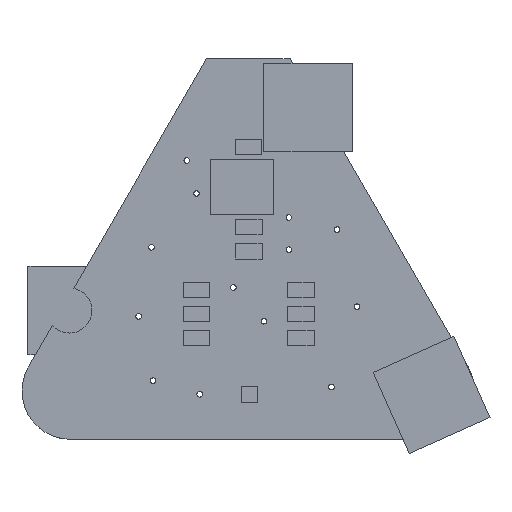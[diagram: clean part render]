
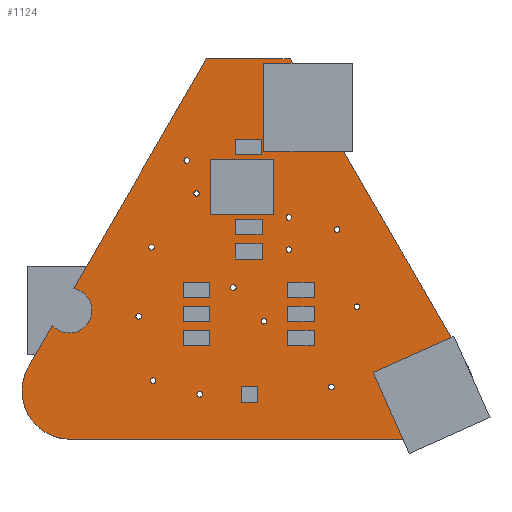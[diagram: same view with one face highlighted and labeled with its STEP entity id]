
A CAD part, top view. The second image highlights one B-rep face of the part: STEP entity #1124.
In plain terms, the highlighted planar face has unit normal (0, 0, 1).
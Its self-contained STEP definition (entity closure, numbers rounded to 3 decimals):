
#109=FACE_BOUND('',#265,.T.);
#110=FACE_BOUND('',#266,.T.);
#111=FACE_BOUND('',#267,.T.);
#112=FACE_BOUND('',#268,.T.);
#113=FACE_BOUND('',#269,.T.);
#114=FACE_BOUND('',#270,.T.);
#115=FACE_BOUND('',#271,.T.);
#116=FACE_BOUND('',#272,.T.);
#117=FACE_BOUND('',#273,.T.);
#118=FACE_BOUND('',#274,.T.);
#119=FACE_BOUND('',#275,.T.);
#120=FACE_BOUND('',#276,.T.);
#121=FACE_BOUND('',#277,.T.);
#122=FACE_BOUND('',#278,.T.);
#123=FACE_BOUND('',#279,.T.);
#124=FACE_BOUND('',#280,.T.);
#132=PLANE('',#1298);
#190=FACE_OUTER_BOUND('',#264,.T.);
#264=EDGE_LOOP('',(#907,#908,#909,#910,#911,#912,#913,#914,#915,#916));
#265=EDGE_LOOP('',(#917));
#266=EDGE_LOOP('',(#918));
#267=EDGE_LOOP('',(#919));
#268=EDGE_LOOP('',(#920));
#269=EDGE_LOOP('',(#921));
#270=EDGE_LOOP('',(#922));
#271=EDGE_LOOP('',(#923));
#272=EDGE_LOOP('',(#924));
#273=EDGE_LOOP('',(#925));
#274=EDGE_LOOP('',(#926));
#275=EDGE_LOOP('',(#927));
#276=EDGE_LOOP('',(#928));
#277=EDGE_LOOP('',(#929));
#278=EDGE_LOOP('',(#930));
#279=EDGE_LOOP('',(#931));
#280=EDGE_LOOP('',(#932));
#311=CIRCLE('',#1232,1.4);
#314=CIRCLE('',#1236,0.175);
#316=CIRCLE('',#1239,0.175);
#318=CIRCLE('',#1242,0.175);
#320=CIRCLE('',#1245,0.175);
#322=CIRCLE('',#1248,0.175);
#324=CIRCLE('',#1251,0.175);
#326=CIRCLE('',#1254,0.175);
#328=CIRCLE('',#1257,0.175);
#330=CIRCLE('',#1260,0.175);
#332=CIRCLE('',#1263,0.175);
#334=CIRCLE('',#1266,0.175);
#336=CIRCLE('',#1269,0.175);
#338=CIRCLE('',#1272,0.175);
#340=CIRCLE('',#1275,0.175);
#342=CIRCLE('',#1278,0.175);
#344=CIRCLE('',#1281,1.4);
#345=CIRCLE('',#1283,1.4);
#349=CIRCLE('',#1294,3.);
#350=CIRCLE('',#1297,3.);
#371=LINE('',#1811,#469);
#374=LINE('',#1817,#472);
#382=LINE('',#1835,#480);
#383=LINE('',#1838,#481);
#385=LINE('',#1841,#483);
#387=LINE('',#1848,#485);
#469=VECTOR('',#1486,10.);
#472=VECTOR('',#1491,10.);
#480=VECTOR('',#1507,10.);
#481=VECTOR('',#1510,10.);
#483=VECTOR('',#1514,10.);
#485=VECTOR('',#1522,10.);
#547=VERTEX_POINT('',#1696);
#549=VERTEX_POINT('',#1699);
#552=VERTEX_POINT('',#1707);
#554=VERTEX_POINT('',#1713);
#556=VERTEX_POINT('',#1719);
#558=VERTEX_POINT('',#1725);
#560=VERTEX_POINT('',#1731);
#562=VERTEX_POINT('',#1737);
#564=VERTEX_POINT('',#1743);
#566=VERTEX_POINT('',#1749);
#568=VERTEX_POINT('',#1755);
#570=VERTEX_POINT('',#1761);
#572=VERTEX_POINT('',#1767);
#574=VERTEX_POINT('',#1773);
#576=VERTEX_POINT('',#1779);
#578=VERTEX_POINT('',#1785);
#580=VERTEX_POINT('',#1791);
#582=VERTEX_POINT('',#1797);
#583=VERTEX_POINT('',#1801);
#585=VERTEX_POINT('',#1804);
#587=VERTEX_POINT('',#1810);
#589=VERTEX_POINT('',#1816);
#595=VERTEX_POINT('',#1833);
#596=VERTEX_POINT('',#1837);
#597=VERTEX_POINT('',#1843);
#598=VERTEX_POINT('',#1847);
#640=EDGE_CURVE('',#549,#547,#311,.T.);
#645=EDGE_CURVE('',#552,#552,#314,.T.);
#648=EDGE_CURVE('',#554,#554,#316,.T.);
#651=EDGE_CURVE('',#556,#556,#318,.T.);
#654=EDGE_CURVE('',#558,#558,#320,.T.);
#657=EDGE_CURVE('',#560,#560,#322,.T.);
#660=EDGE_CURVE('',#562,#562,#324,.T.);
#663=EDGE_CURVE('',#564,#564,#326,.T.);
#666=EDGE_CURVE('',#566,#566,#328,.T.);
#669=EDGE_CURVE('',#568,#568,#330,.T.);
#672=EDGE_CURVE('',#570,#570,#332,.T.);
#675=EDGE_CURVE('',#572,#572,#334,.T.);
#678=EDGE_CURVE('',#574,#574,#336,.T.);
#681=EDGE_CURVE('',#576,#576,#338,.T.);
#684=EDGE_CURVE('',#578,#578,#340,.T.);
#687=EDGE_CURVE('',#580,#580,#342,.T.);
#690=EDGE_CURVE('',#582,#582,#344,.T.);
#692=EDGE_CURVE('',#585,#583,#345,.T.);
#695=EDGE_CURVE('',#587,#549,#371,.T.);
#698=EDGE_CURVE('',#589,#585,#374,.T.);
#708=EDGE_CURVE('',#547,#595,#382,.T.);
#709=EDGE_CURVE('',#596,#587,#383,.T.);
#711=EDGE_CURVE('',#583,#596,#385,.T.);
#712=EDGE_CURVE('',#597,#589,#349,.T.);
#714=EDGE_CURVE('',#598,#597,#387,.T.);
#716=EDGE_CURVE('',#595,#598,#350,.T.);
#907=ORIENTED_EDGE('',*,*,#640,.T.);
#908=ORIENTED_EDGE('',*,*,#708,.T.);
#909=ORIENTED_EDGE('',*,*,#716,.T.);
#910=ORIENTED_EDGE('',*,*,#714,.T.);
#911=ORIENTED_EDGE('',*,*,#712,.T.);
#912=ORIENTED_EDGE('',*,*,#698,.T.);
#913=ORIENTED_EDGE('',*,*,#692,.T.);
#914=ORIENTED_EDGE('',*,*,#711,.T.);
#915=ORIENTED_EDGE('',*,*,#709,.T.);
#916=ORIENTED_EDGE('',*,*,#695,.T.);
#917=ORIENTED_EDGE('',*,*,#645,.T.);
#918=ORIENTED_EDGE('',*,*,#648,.T.);
#919=ORIENTED_EDGE('',*,*,#651,.T.);
#920=ORIENTED_EDGE('',*,*,#654,.T.);
#921=ORIENTED_EDGE('',*,*,#657,.T.);
#922=ORIENTED_EDGE('',*,*,#660,.T.);
#923=ORIENTED_EDGE('',*,*,#663,.T.);
#924=ORIENTED_EDGE('',*,*,#666,.T.);
#925=ORIENTED_EDGE('',*,*,#669,.T.);
#926=ORIENTED_EDGE('',*,*,#672,.T.);
#927=ORIENTED_EDGE('',*,*,#675,.T.);
#928=ORIENTED_EDGE('',*,*,#678,.T.);
#929=ORIENTED_EDGE('',*,*,#681,.T.);
#930=ORIENTED_EDGE('',*,*,#684,.T.);
#931=ORIENTED_EDGE('',*,*,#687,.T.);
#932=ORIENTED_EDGE('',*,*,#690,.T.);
#1124=ADVANCED_FACE('',(#190,#109,#110,#111,#112,#113,#114,#115,#116,#117,
#118,#119,#120,#121,#122,#123,#124),#132,.T.);
#1232=AXIS2_PLACEMENT_3D('',#1700,#1359,#1360);
#1236=AXIS2_PLACEMENT_3D('',#1709,#1369,#1370);
#1239=AXIS2_PLACEMENT_3D('',#1715,#1376,#1377);
#1242=AXIS2_PLACEMENT_3D('',#1721,#1383,#1384);
#1245=AXIS2_PLACEMENT_3D('',#1727,#1390,#1391);
#1248=AXIS2_PLACEMENT_3D('',#1733,#1397,#1398);
#1251=AXIS2_PLACEMENT_3D('',#1739,#1404,#1405);
#1254=AXIS2_PLACEMENT_3D('',#1745,#1411,#1412);
#1257=AXIS2_PLACEMENT_3D('',#1751,#1418,#1419);
#1260=AXIS2_PLACEMENT_3D('',#1757,#1425,#1426);
#1263=AXIS2_PLACEMENT_3D('',#1763,#1432,#1433);
#1266=AXIS2_PLACEMENT_3D('',#1769,#1439,#1440);
#1269=AXIS2_PLACEMENT_3D('',#1775,#1446,#1447);
#1272=AXIS2_PLACEMENT_3D('',#1781,#1453,#1454);
#1275=AXIS2_PLACEMENT_3D('',#1787,#1460,#1461);
#1278=AXIS2_PLACEMENT_3D('',#1793,#1467,#1468);
#1281=AXIS2_PLACEMENT_3D('',#1799,#1474,#1475);
#1283=AXIS2_PLACEMENT_3D('',#1805,#1479,#1480);
#1294=AXIS2_PLACEMENT_3D('',#1844,#1517,#1518);
#1297=AXIS2_PLACEMENT_3D('',#1851,#1526,#1527);
#1298=AXIS2_PLACEMENT_3D('',#1852,#1528,#1529);
#1359=DIRECTION('center_axis',(0.,0.,-1.));
#1360=DIRECTION('ref_axis',(-1.,0.,0.));
#1369=DIRECTION('center_axis',(0.,0.,-1.));
#1370=DIRECTION('ref_axis',(1.,0.,0.));
#1376=DIRECTION('center_axis',(0.,0.,-1.));
#1377=DIRECTION('ref_axis',(1.,0.,0.));
#1383=DIRECTION('center_axis',(0.,0.,-1.));
#1384=DIRECTION('ref_axis',(1.,0.,0.));
#1390=DIRECTION('center_axis',(0.,0.,-1.));
#1391=DIRECTION('ref_axis',(1.,0.,0.));
#1397=DIRECTION('center_axis',(0.,0.,-1.));
#1398=DIRECTION('ref_axis',(1.,0.,0.));
#1404=DIRECTION('center_axis',(0.,0.,-1.));
#1405=DIRECTION('ref_axis',(1.,0.,0.));
#1411=DIRECTION('center_axis',(0.,0.,-1.));
#1412=DIRECTION('ref_axis',(1.,0.,0.));
#1418=DIRECTION('center_axis',(0.,0.,-1.));
#1419=DIRECTION('ref_axis',(1.,0.,0.));
#1425=DIRECTION('center_axis',(0.,0.,-1.));
#1426=DIRECTION('ref_axis',(1.,0.,0.));
#1432=DIRECTION('center_axis',(0.,0.,-1.));
#1433=DIRECTION('ref_axis',(1.,0.,0.));
#1439=DIRECTION('center_axis',(0.,0.,-1.));
#1440=DIRECTION('ref_axis',(1.,0.,0.));
#1446=DIRECTION('center_axis',(0.,0.,-1.));
#1447=DIRECTION('ref_axis',(1.,0.,0.));
#1453=DIRECTION('center_axis',(0.,0.,-1.));
#1454=DIRECTION('ref_axis',(1.,0.,0.));
#1460=DIRECTION('center_axis',(0.,0.,-1.));
#1461=DIRECTION('ref_axis',(1.,0.,0.));
#1467=DIRECTION('center_axis',(0.,0.,-1.));
#1468=DIRECTION('ref_axis',(1.,0.,0.));
#1474=DIRECTION('center_axis',(0.,0.,-1.));
#1475=DIRECTION('ref_axis',(1.,0.,0.));
#1479=DIRECTION('center_axis',(0.,0.,-1.));
#1480=DIRECTION('ref_axis',(1.,0.,0.));
#1486=DIRECTION('',(-0.5,-0.866,0.));
#1491=DIRECTION('',(-0.5,0.866,0.));
#1507=DIRECTION('',(-0.5,-0.866,0.));
#1510=DIRECTION('',(-1.,0.,0.));
#1514=DIRECTION('',(-0.5,0.866,0.));
#1517=DIRECTION('center_axis',(0.,0.,1.));
#1518=DIRECTION('ref_axis',(0.,-1.,0.));
#1522=DIRECTION('',(1.,0.,0.));
#1526=DIRECTION('center_axis',(0.,0.,1.));
#1527=DIRECTION('ref_axis',(-0.866,0.5,0.));
#1528=DIRECTION('center_axis',(0.,0.,1.));
#1529=DIRECTION('ref_axis',(1.,0.,0.));
#1696=CARTESIAN_POINT('',(11.542,9.794,1.57));
#1699=CARTESIAN_POINT('',(12.866,12.086,1.57));
#1700=CARTESIAN_POINT('Origin',(12.599,10.712,1.57));
#1707=CARTESIAN_POINT('',(20.325,18.,1.57));
#1709=CARTESIAN_POINT('Origin',(20.5,18.,1.57));
#1713=CARTESIAN_POINT('',(26.075,14.5,1.57));
#1715=CARTESIAN_POINT('Origin',(26.25,14.5,1.57));
#1719=CARTESIAN_POINT('',(24.525,10.05,1.57));
#1721=CARTESIAN_POINT('Origin',(24.7,10.05,1.57));
#1725=CARTESIAN_POINT('',(26.075,22.5,1.57));
#1727=CARTESIAN_POINT('Origin',(26.25,22.5,1.57));
#1731=CARTESIAN_POINT('',(16.725,10.35,1.57));
#1733=CARTESIAN_POINT('Origin',(16.9,10.35,1.57));
#1737=CARTESIAN_POINT('',(28.725,5.95,1.57));
#1739=CARTESIAN_POINT('Origin',(28.9,5.95,1.57));
#1743=CARTESIAN_POINT('',(22.625,12.15,1.57));
#1745=CARTESIAN_POINT('Origin',(22.8,12.15,1.57));
#1749=CARTESIAN_POINT('',(29.075,15.75,1.57));
#1751=CARTESIAN_POINT('Origin',(29.25,15.75,1.57));
#1755=CARTESIAN_POINT('',(26.075,16.5,1.57));
#1757=CARTESIAN_POINT('Origin',(26.25,16.5,1.57));
#1761=CARTESIAN_POINT('',(30.325,10.95,1.57));
#1763=CARTESIAN_POINT('Origin',(30.5,10.95,1.57));
#1767=CARTESIAN_POINT('',(17.625,6.35,1.57));
#1769=CARTESIAN_POINT('Origin',(17.8,6.35,1.57));
#1773=CARTESIAN_POINT('',(17.525,14.65,1.57));
#1775=CARTESIAN_POINT('Origin',(17.7,14.65,1.57));
#1779=CARTESIAN_POINT('',(19.725,20.05,1.57));
#1781=CARTESIAN_POINT('Origin',(19.9,20.05,1.57));
#1785=CARTESIAN_POINT('',(25.575,21.,1.57));
#1787=CARTESIAN_POINT('Origin',(25.75,21.,1.57));
#1791=CARTESIAN_POINT('',(20.525,5.5,1.57));
#1793=CARTESIAN_POINT('Origin',(20.7,5.5,1.57));
#1797=CARTESIAN_POINT('',(33.797,5.292,1.57));
#1799=CARTESIAN_POINT('Origin',(35.197,5.292,1.57));
#1801=CARTESIAN_POINT('',(27.304,24.702,1.57));
#1804=CARTESIAN_POINT('',(28.646,22.377,1.57));
#1805=CARTESIAN_POINT('Origin',(27.63,23.34,1.57));
#1810=CARTESIAN_POINT('',(21.129,26.398,1.57));
#1811=CARTESIAN_POINT('',(10.046,7.202,1.57));
#1816=CARTESIAN_POINT('',(37.408,7.202,1.57));
#1817=CARTESIAN_POINT('',(26.325,26.398,1.57));
#1833=CARTESIAN_POINT('',(10.046,7.202,1.57));
#1835=CARTESIAN_POINT('',(10.046,7.202,1.57));
#1837=CARTESIAN_POINT('',(26.325,26.398,1.57));
#1838=CARTESIAN_POINT('',(21.129,26.398,1.57));
#1841=CARTESIAN_POINT('',(26.325,26.398,1.57));
#1843=CARTESIAN_POINT('',(34.81,2.702,1.57));
#1844=CARTESIAN_POINT('Origin',(34.81,5.702,1.57));
#1847=CARTESIAN_POINT('',(12.644,2.702,1.57));
#1848=CARTESIAN_POINT('',(34.81,2.702,1.57));
#1851=CARTESIAN_POINT('Origin',(12.644,5.702,1.57));
#1852=CARTESIAN_POINT('Origin',(23.727,14.55,1.57));
